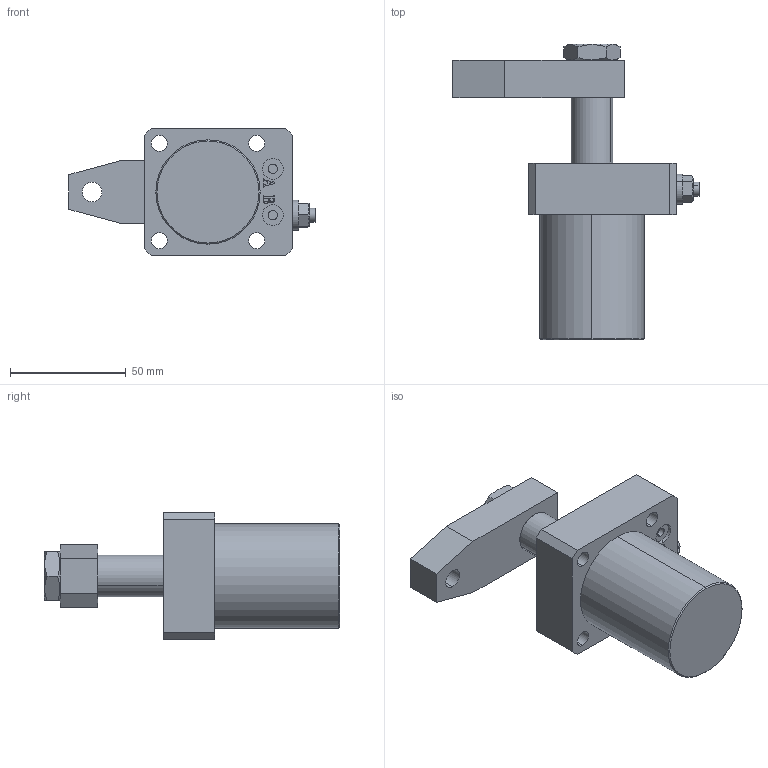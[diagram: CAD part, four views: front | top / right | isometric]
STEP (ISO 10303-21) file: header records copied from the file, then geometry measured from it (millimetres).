
FILE_DESCRIPTION (( 'STEP AP203' ), '1' );
FILE_NAME ('HSL-FAMT25S.STEP', '2020-04-22T06:57:30', ( '微软用户' ), ( '微软中国' ), 'SwSTEP 2.0', 'SolidWorks 2012', '' );
FILE_SCHEMA (( 'CONFIG_CONTROL_DESIGN' ));
Length unit declared in the file: millimetre
Products named in the file (6): HSL-FAMT25掛极; HSL-25S蛌褒詰裝; HSL-25S揤旋杻秶; hex thin nuts-grades ab-chamfered gb_GB_FASTENER_NUT_STNAB M14-N; FCM-覃誹概; HSL-FAMT25S
Assembly tree (5 placements, depth 2):
  HSL-FAMT25S
    HSL-FAMT25掛极
    HSL-25S蛌褒詰裝
    HSL-25S揤旋杻秶
    hex thin nuts-grades ab-chamfered gb_GB_FASTENER_NUT_STNAB M14-N
    FCM-覃誹概
Bounding box: 106.2 x 127.5 x 55 mm (x, y, z)
Volume: 185341.1 mm3; surface area: 42228.1 mm2
Topology: 5 solids, 5 shells, 188 faces, 440 edges, 286 vertices
Faces by surface type: plane 98, cylinder 50, cone 18, bspline 16, torus 6
Entity records: 6882 total; most frequent: CARTESIAN_POINT 1932, DIRECTION 882, ORIENTED_EDGE 880, EDGE_CURVE 440, AXIS2_PLACEMENT_3D 312, VERTEX_POINT 286, LINE 258, VECTOR 258
